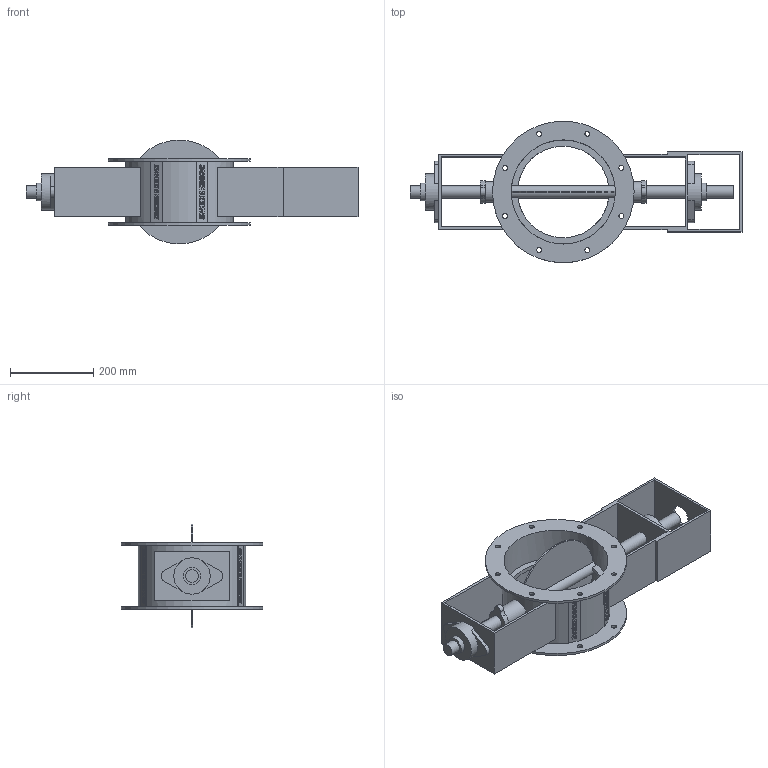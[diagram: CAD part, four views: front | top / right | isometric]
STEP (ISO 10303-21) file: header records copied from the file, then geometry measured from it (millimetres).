
FILE_DESCRIPTION(/* description */ ('SWEDENBORG – Quotation model (for reference)'),/* implementation_level */ '2;1');
FILE_NAME(/* name */ 'SWEDAMPER-S200-DN250.stp',/* time_stamp */ '2026-02-06T11:53:14+01:00',/* author */ ('HB'),/* organization */ (''),/* preprocessor_version */ 'ST-DEVELOPER v20',/* originating_system */ 'Autodesk Inventor 2025',/* authorisation */ '');
FILE_SCHEMA (('AUTOMOTIVE_DESIGN { 1 0 10303 214 3 1 1 }'));
Length unit declared in the file: millimetre
Products named in the file (1): OffGen_Rund1ax
Bounding box: 797 x 340 x 249.09 mm (x, y, z)
Volume: 3589301.7 mm3; surface area: 1016619.4 mm2
Topology: 1 solids, 1 shells, 678 faces, 1818 edges, 1213 vertices
Faces by surface type: plane 450, bspline 168, cylinder 60
Full cylindrical faces by diameter (mm): 12 x16, 30 x5, 42 x2, 50 x3, 87 x2, 250 x2, 340 x2
Entity records: 23251 total; most frequent: CARTESIAN_POINT 6626, ORIENTED_EDGE 3636, DIRECTION 2615, EDGE_CURVE 1818, LINE 1325, VECTOR 1325, VERTEX_POINT 1213, EDGE_LOOP 797
